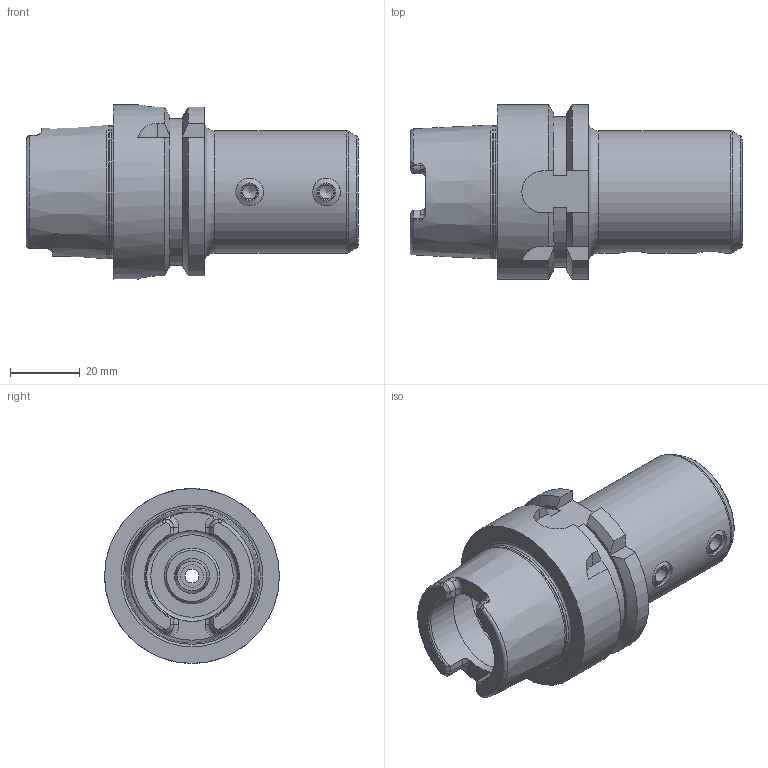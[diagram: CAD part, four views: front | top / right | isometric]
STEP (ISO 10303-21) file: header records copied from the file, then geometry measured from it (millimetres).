
FILE_DESCRIPTION((''),'2;1');
FILE_NAME('591004010070-3D.stp','2021-10-05T09:12:42',('nttooll'),(''),'Autodesk Inventor 2012','Autodesk Inventor 2012','');
FILE_SCHEMA(('AUTOMOTIVE_DESIGN { 1 0 10303 214 1 1 1 1 }'));
Length unit declared in the file: millimetre
Products named in the file (1): 591004010070-3D
Bounding box: 95 x 50 x 50 mm (x, y, z)
Volume: 90064.7 mm3; surface area: 22620.7 mm2
Topology: 1 solids, 1 shells, 147 faces, 356 edges, 221 vertices
Faces by surface type: plane 51, cylinder 44, cone 32, torus 20
Full cylindrical faces by diameter (mm): 4 x3, 4.619 x2, 5.5 x2, 6.4 x1, 8 x4, 9.5 x1, 10 x2, 10.4 x1, 16 x1, 26 x1, 26.6 x1, 32 x1, 35 x1, 37.9 x1, 50 x1
Entity records: 4234 total; most frequent: CARTESIAN_POINT 1052, DIRECTION 680, ORIENTED_EDGE 586, EDGE_CURVE 293, AXIS2_PLACEMENT_3D 287, EDGE_LOOP 210, VERTEX_POINT 209, FACE_OUTER_BOUND 147
